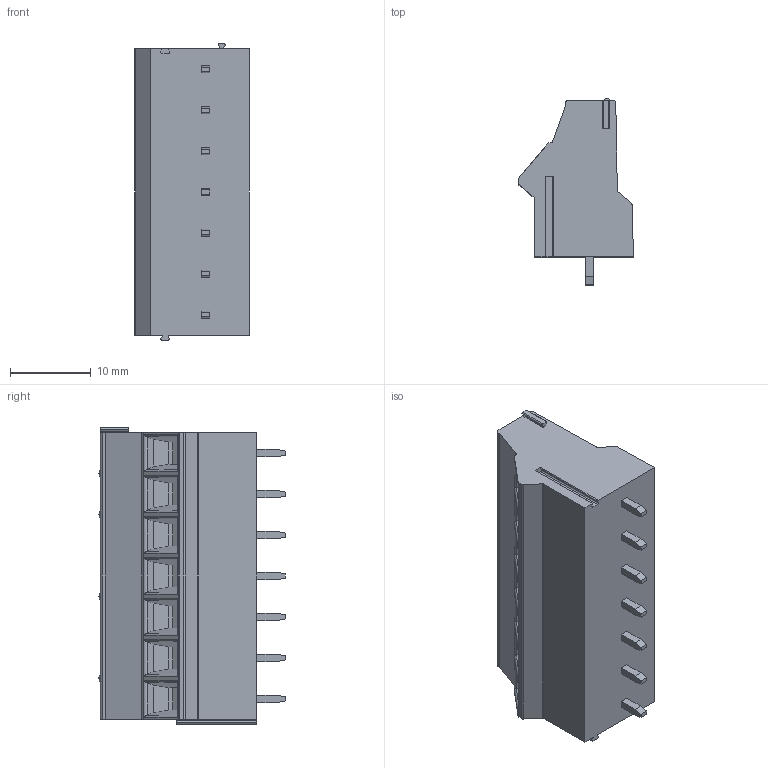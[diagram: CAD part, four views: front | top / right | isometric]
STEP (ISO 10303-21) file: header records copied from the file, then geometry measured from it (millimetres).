
FILE_DESCRIPTION((''),'2;1');
FILE_NAME('PRT0053','2025-01-17T',('yanfa'),(''),'PRO/ENGINEER BY PARAMETRIC TECHNOLOGY CORPORATION, 2009280','PRO/ENGINEER BY PARAMETRIC TECHNOLOGY CORPORATION, 2009280','');
FILE_SCHEMA(('AUTOMOTIVE_DESIGN_CC2 { 1 2 10303 214 -1 1 5 2 }'));
Length unit declared in the file: millimetre
Products named in the file (1): PRT0053
Bounding box: 14.25 x 23.1 x 36.72 mm (x, y, z)
Volume: 6529 mm3; surface area: 3297.7 mm2
Topology: 1 solids, 1 shells, 286 faces, 775 edges, 508 vertices
Faces by surface type: plane 191, cylinder 73, torus 14, sphere 8
Entity records: 9103 total; most frequent: CARTESIAN_POINT 1891, ORIENTED_EDGE 1534, DIRECTION 1431, EDGE_CURVE 767, VECTOR 535, LINE 535, VERTEX_POINT 508, AXIS2_PLACEMENT_3D 448
